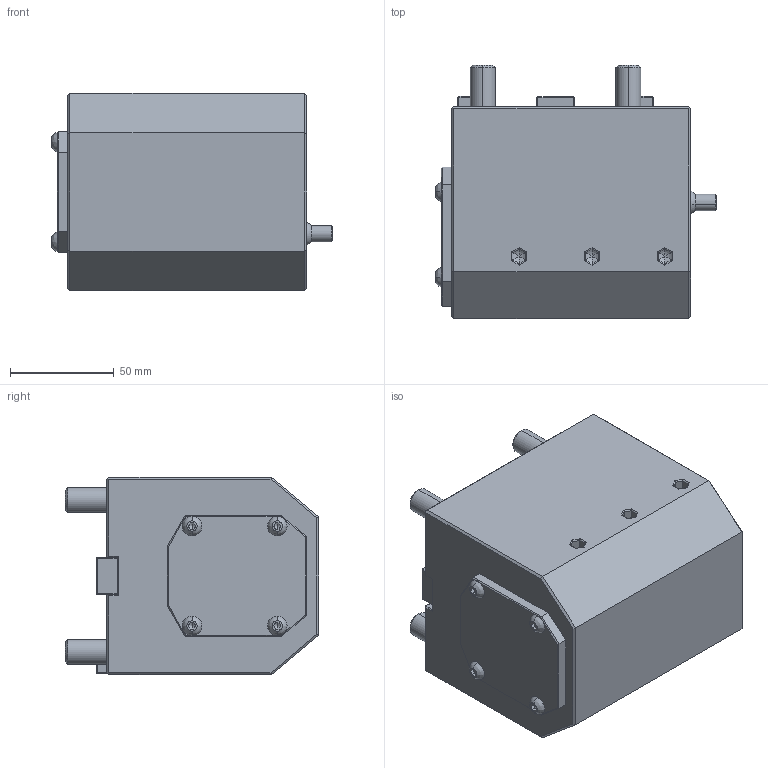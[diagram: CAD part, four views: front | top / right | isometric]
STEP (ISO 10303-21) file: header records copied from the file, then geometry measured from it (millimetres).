
FILE_DESCRIPTION((''),'2;1');
FILE_NAME('NGT_ID_65_32_72_DO','2023-05-15T',('vali'),('NOVA GRUP'),'PRO/ENGINEER BY PARAMETRIC TECHNOLOGY CORPORATION, 2010280','PRO/ENGINEER BY PARAMETRIC TECHNOLOGY CORPORATION, 2010280','');
FILE_SCHEMA(('CONFIG_CONTROL_DESIGN'));
Length unit declared in the file: millimetre
Products named in the file (1): NGT_ID_65_32_72_DO
Bounding box: 135.09 x 122 x 95 mm (x, y, z)
Volume: 987451.8 mm3; surface area: 83840.4 mm2
Topology: 1 solids, 1 shells, 373 faces, 926 edges, 514 vertices
Faces by surface type: plane 203, cylinder 73, bspline 50, cone 45, sphere 2
Entity records: 13059 total; most frequent: CARTESIAN_POINT 4903, ORIENTED_EDGE 1748, DIRECTION 1507, EDGE_CURVE 874, VECTOR 619, LINE 619, VERTEX_POINT 514, AXIS2_PLACEMENT_3D 444
